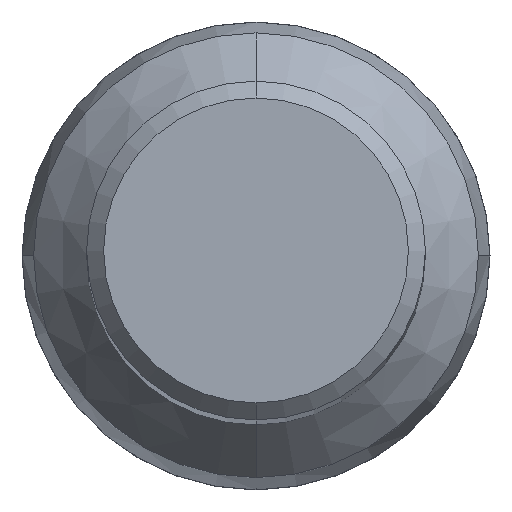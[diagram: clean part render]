
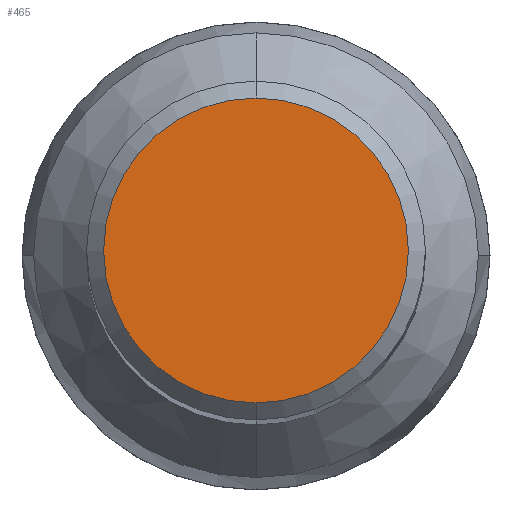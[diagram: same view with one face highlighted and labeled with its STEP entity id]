
A CAD part, top view. The second image highlights one B-rep face of the part: STEP entity #465.
In plain terms, the highlighted planar face has unit normal (0, 0, 1).
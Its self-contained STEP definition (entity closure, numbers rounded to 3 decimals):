
#337=VERTEX_POINT('',#841);
#465=ADVANCED_FACE('',(#979),#980,.T.);
#495=VERTEX_POINT('',#1012);
#569=EDGE_CURVE('',#337,#495,#1091,.T.);
#629=EDGE_CURVE('',#495,#337,#1155,.T.);
#841=CARTESIAN_POINT('',(0.0,7.2,0.0));
#979=FACE_OUTER_BOUND('',#1674,.T.);
#980=PLANE('',#1675);
#1012=CARTESIAN_POINT('',(0.,-7.2,0.0));
#1091=CIRCLE('',#1855,7.2);
#1155=CIRCLE('',#1975,7.2);
#1674=EDGE_LOOP('',(#2462,#2463));
#1675=AXIS2_PLACEMENT_3D('',#2464,#2465,#2466);
#1855=AXIS2_PLACEMENT_3D('',#2574,#2575,#2576);
#1975=AXIS2_PLACEMENT_3D('',#2648,#2649,#2650);
#2462=ORIENTED_EDGE('',*,*,#569,.F.);
#2463=ORIENTED_EDGE('',*,*,#629,.F.);
#2464=CARTESIAN_POINT('',(0.0,3.6,0.0));
#2465=DIRECTION('',(-0.0,0.0,1.0));
#2466=DIRECTION('',(0.0,-1.0,0.0));
#2574=CARTESIAN_POINT('',(0.0,0.0,0.0));
#2575=DIRECTION('',(0.0,0.0,-1.0));
#2576=DIRECTION('',(0.0,1.0,0.0));
#2648=CARTESIAN_POINT('',(0.0,0.0,0.0));
#2649=DIRECTION('',(0.0,0.0,-1.0));
#2650=DIRECTION('',(0.0,1.0,0.0));
